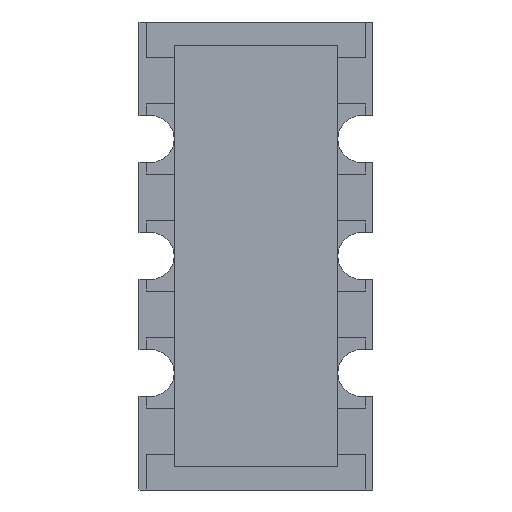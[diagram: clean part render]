
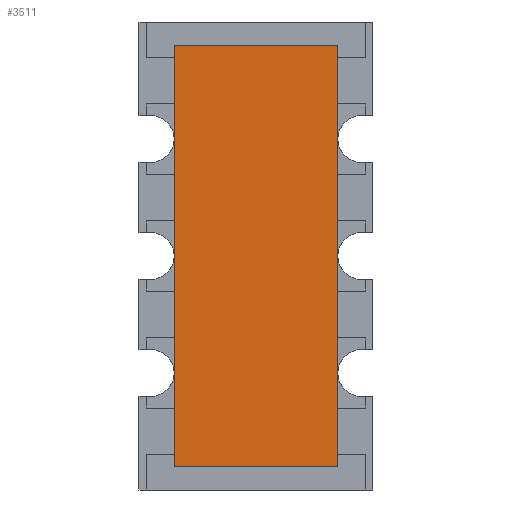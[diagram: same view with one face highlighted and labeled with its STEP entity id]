
A CAD part, front view. The second image highlights one B-rep face of the part: STEP entity #3511.
In plain terms, the highlighted planar face has unit normal (0, -1, 0).
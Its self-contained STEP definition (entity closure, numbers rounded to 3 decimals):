
#1273=DIRECTION('',(0.,0.,1.));
#1274=VECTOR('',#1273,1.8);
#1275=CARTESIAN_POINT('',(0.35,-0.183,0.1));
#1276=LINE('',#1275,#1274);
#1277=DIRECTION('',(1.,0.,0.));
#1278=VECTOR('',#1277,0.7);
#1279=CARTESIAN_POINT('',(-0.35,-0.183,0.1));
#1280=LINE('',#1279,#1278);
#1281=DIRECTION('',(0.,0.,-1.));
#1282=VECTOR('',#1281,1.8);
#1283=CARTESIAN_POINT('',(-0.35,-0.183,1.9));
#1284=LINE('',#1283,#1282);
#1285=DIRECTION('',(-1.,0.,0.));
#1286=VECTOR('',#1285,0.7);
#1287=CARTESIAN_POINT('',(0.35,-0.183,1.9));
#1288=LINE('',#1287,#1286);
#1645=CARTESIAN_POINT('',(0.35,-0.183,0.1));
#1646=CARTESIAN_POINT('',(0.35,-0.183,1.9));
#1647=VERTEX_POINT('',#1645);
#1648=VERTEX_POINT('',#1646);
#1649=CARTESIAN_POINT('',(-0.35,-0.183,1.9));
#1650=VERTEX_POINT('',#1649);
#1651=CARTESIAN_POINT('',(-0.35,-0.183,0.1));
#1652=VERTEX_POINT('',#1651);
#3499=CARTESIAN_POINT('',(0.,-0.183,0.));
#3500=DIRECTION('',(0.,-1.,0.));
#3501=DIRECTION('',(-1.,0.,0.));
#3502=AXIS2_PLACEMENT_3D('',#3499,#3500,#3501);
#3503=PLANE('',#3502);
#3504=ORIENTED_EDGE('',*,*,#3307,.F.);
#3506=ORIENTED_EDGE('',*,*,#3505,.F.);
#3507=ORIENTED_EDGE('',*,*,#3471,.F.);
#3508=ORIENTED_EDGE('',*,*,#3492,.F.);
#3509=EDGE_LOOP('',(#3504,#3506,#3507,#3508));
#3510=FACE_OUTER_BOUND('',#3509,.F.);
#3307=EDGE_CURVE('',#1647,#1648,#1276,.T.);
#3471=EDGE_CURVE('',#1650,#1652,#1284,.T.);
#3492=EDGE_CURVE('',#1648,#1650,#1288,.T.);
#3505=EDGE_CURVE('',#1652,#1647,#1280,.T.);
#3511=ADVANCED_FACE('',(#3510),#3503,.T.);
